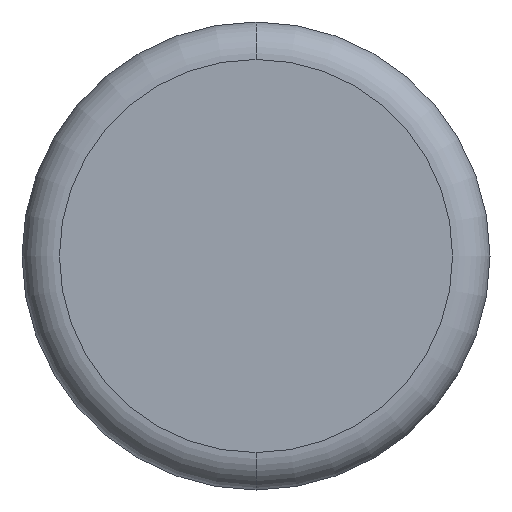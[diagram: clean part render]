
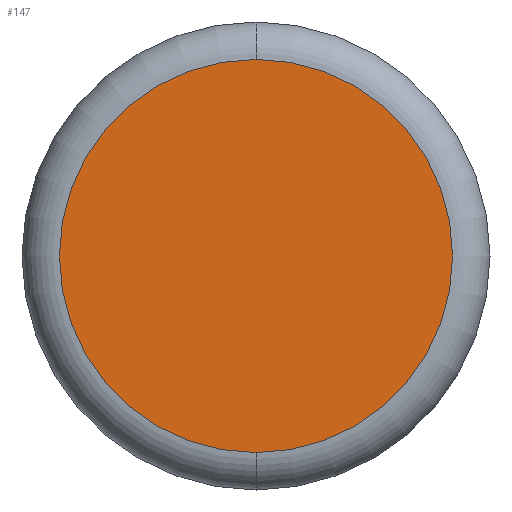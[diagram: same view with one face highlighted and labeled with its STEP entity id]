
A CAD part, front view. The second image highlights one B-rep face of the part: STEP entity #147.
In plain terms, the highlighted planar face has unit normal (0, -1, 0).
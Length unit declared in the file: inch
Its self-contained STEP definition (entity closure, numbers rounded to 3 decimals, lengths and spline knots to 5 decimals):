
#16 = CARTESIAN_POINT ( 'NONE',  ( 0., 0., 0. ) ) ;
#40 = VERTEX_POINT ( 'NONE', #134 ) ;
#49 = DIRECTION ( 'NONE',  ( 0., -1., 0. ) ) ;
#52 = DIRECTION ( 'NONE',  ( 0., 0., -1. ) ) ;
#59 = DIRECTION ( 'NONE',  ( 0., -1., 0. ) ) ;
#66 = ORIENTED_EDGE ( 'NONE', *, *, #373, .T. ) ;
#72 = EDGE_CURVE ( 'NONE', #90, #40, #311, .T. ) ;
#87 = AXIS2_PLACEMENT_3D ( 'NONE', #215, #59, #213 ) ;
#90 = VERTEX_POINT ( 'NONE', #357 ) ;
#115 = FACE_OUTER_BOUND ( 'NONE', #337, .T. ) ;
#134 = CARTESIAN_POINT ( 'NONE',  ( 0., 0., 0.0525 ) ) ;
#139 = DIRECTION ( 'NONE',  ( 0., -1., 0. ) ) ;
#142 = CIRCLE ( 'NONE', #211, 0.0525 ) ;
#147 = ADVANCED_FACE ( 'NONE', ( #115 ), #241, .T. ) ;
#200 = DIRECTION ( 'NONE',  ( 0., 0., -1. ) ) ;
#202 = CARTESIAN_POINT ( 'NONE',  ( 0., 0., 0. ) ) ;
#211 = AXIS2_PLACEMENT_3D ( 'NONE', #16, #139, #200 ) ;
#213 = DIRECTION ( 'NONE',  ( 0., 0., -1. ) ) ;
#214 = ORIENTED_EDGE ( 'NONE', *, *, #72, .T. ) ;
#215 = CARTESIAN_POINT ( 'NONE',  ( 0., 0., 0. ) ) ;
#241 = PLANE ( 'NONE',  #87 ) ;
#295 = AXIS2_PLACEMENT_3D ( 'NONE', #202, #49, #52 ) ;
#311 = CIRCLE ( 'NONE', #295, 0.0525 ) ;
#337 = EDGE_LOOP ( 'NONE', ( #214, #66 ) ) ;
#357 = CARTESIAN_POINT ( 'NONE',  ( 0., 0., -0.0525 ) ) ;
#373 = EDGE_CURVE ( 'NONE', #40, #90, #142, .T. ) ;
